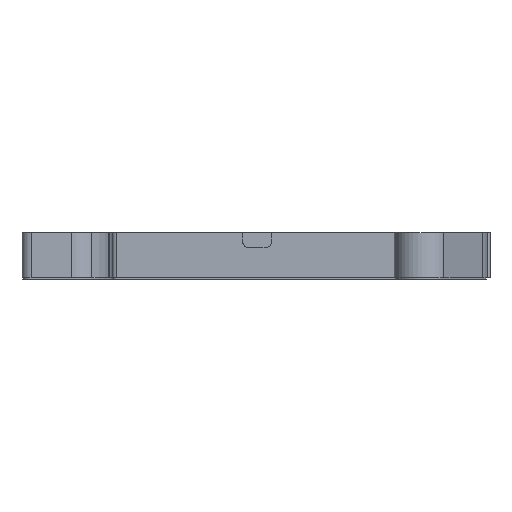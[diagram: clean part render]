
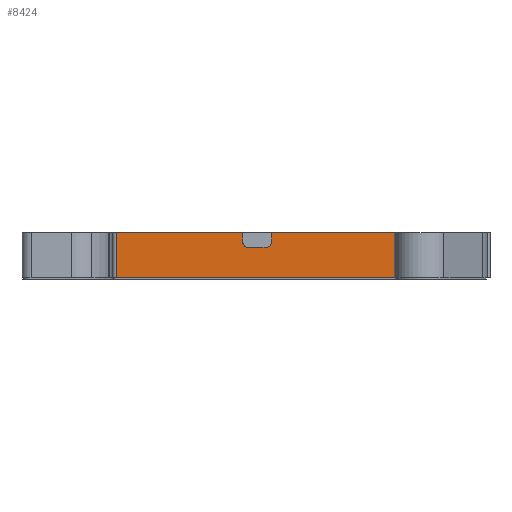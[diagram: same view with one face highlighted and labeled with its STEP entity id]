
A CAD part, front view. The second image highlights one B-rep face of the part: STEP entity #8424.
In plain terms, the highlighted planar face has unit normal (0, -1, 0).
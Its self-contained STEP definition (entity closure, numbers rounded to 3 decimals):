
#40 = VERTEX_POINT ( 'NONE', #12991 ) ;
#294 = CARTESIAN_POINT ( 'NONE',  ( -15.894, 0., 5.05 ) ) ;
#538 = ORIENTED_EDGE ( 'NONE', *, *, #3663, .F. ) ;
#651 = LINE ( 'NONE', #6603, #1416 ) ;
#695 = FACE_OUTER_BOUND ( 'NONE', #12637, .T. ) ;
#944 = CARTESIAN_POINT ( 'NONE',  ( -19.068, 0., 4.034 ) ) ;
#1002 = EDGE_CURVE ( 'NONE', #7218, #8813, #13025, .T. ) ;
#1402 = VERTEX_POINT ( 'NONE', #944 ) ;
#1416 = VECTOR ( 'NONE', #3009, 1000. ) ;
#2062 = ORIENTED_EDGE ( 'NONE', *, *, #10406, .F. ) ;
#2706 = EDGE_CURVE ( 'NONE', #2931, #8813, #13974, .T. ) ;
#2769 = LINE ( 'NONE', #14657, #9891 ) ;
#2931 = VERTEX_POINT ( 'NONE', #10217 ) ;
#3009 = DIRECTION ( 'NONE',  ( 0.026, 0., -1. ) ) ;
#3118 = EDGE_CURVE ( 'NONE', #40, #11053, #4975, .T. ) ;
#3390 = AXIS2_PLACEMENT_3D ( 'NONE', #11209, #5345, #12308 ) ;
#3541 = CARTESIAN_POINT ( 'NONE',  ( -16.521, 0., 4.05 ) ) ;
#3663 = EDGE_CURVE ( 'NONE', #11053, #13078, #8833, .T. ) ;
#3770 = DIRECTION ( 'NONE',  ( 0., 0., -1. ) ) ;
#3985 = VECTOR ( 'NONE', #11617, 1000. ) ;
#4715 = VECTOR ( 'NONE', #12801, 1000. ) ;
#4897 = LINE ( 'NONE', #9756, #8155 ) ;
#4975 = CIRCLE ( 'NONE', #9975, 0.6 ) ;
#5103 = CIRCLE ( 'NONE', #15319, 0.6 ) ;
#5210 = VECTOR ( 'NONE', #11560, 1000. ) ;
#5345 = DIRECTION ( 'NONE',  ( 0., 1., 0. ) ) ;
#5503 = EDGE_CURVE ( 'NONE', #7218, #14509, #2769, .T. ) ;
#5782 = VERTEX_POINT ( 'NONE', #8080 ) ;
#6316 = ORIENTED_EDGE ( 'NONE', *, *, #6417, .F. ) ;
#6417 = EDGE_CURVE ( 'NONE', #9293, #2931, #4897, .T. ) ;
#6556 = ORIENTED_EDGE ( 'NONE', *, *, #15077, .F. ) ;
#6603 = CARTESIAN_POINT ( 'NONE',  ( -19.094, 0., 5.05 ) ) ;
#7205 = VECTOR ( 'NONE', #13596, 1000. ) ;
#7218 = VERTEX_POINT ( 'NONE', #12177 ) ;
#7801 = LINE ( 'NONE', #9129, #9096 ) ;
#8034 = CARTESIAN_POINT ( 'NONE',  ( -32.78, 0., 0.15 ) ) ;
#8037 = CARTESIAN_POINT ( 'NONE',  ( -32.78, 0., 5.05 ) ) ;
#8078 = CARTESIAN_POINT ( 'NONE',  ( -2.076, 0., 5.05 ) ) ;
#8080 = CARTESIAN_POINT ( 'NONE',  ( -18.468, 0., 3.45 ) ) ;
#8155 = VECTOR ( 'NONE', #8818, 1000. ) ;
#8424 = ADVANCED_FACE ( 'NONE', ( #695 ), #12602, .F. ) ;
#8442 = ORIENTED_EDGE ( 'NONE', *, *, #2706, .F. ) ;
#8478 = CARTESIAN_POINT ( 'NONE',  ( -18.468, 0., 4.05 ) ) ;
#8729 = DIRECTION ( 'NONE',  ( 1., 0., 0. ) ) ;
#8813 = VERTEX_POINT ( 'NONE', #12581 ) ;
#8818 = DIRECTION ( 'NONE',  ( 0., 0., -1. ) ) ;
#8833 = LINE ( 'NONE', #11269, #7205 ) ;
#8942 = EDGE_CURVE ( 'NONE', #14509, #1402, #651, .T. ) ;
#9096 = VECTOR ( 'NONE', #10302, 1000. ) ;
#9129 = CARTESIAN_POINT ( 'NONE',  ( -18.468, 0., 3.45 ) ) ;
#9293 = VERTEX_POINT ( 'NONE', #8078 ) ;
#9349 = CARTESIAN_POINT ( 'NONE',  ( -32.78, 0., 5.05 ) ) ;
#9704 = CARTESIAN_POINT ( 'NONE',  ( -15.921, 0., 4.034 ) ) ;
#9756 = CARTESIAN_POINT ( 'NONE',  ( -2.076, 0., 5.05 ) ) ;
#9891 = VECTOR ( 'NONE', #8729, 1000. ) ;
#9975 = AXIS2_PLACEMENT_3D ( 'NONE', #3541, #11931, #13089 ) ;
#10125 = ORIENTED_EDGE ( 'NONE', *, *, #14871, .F. ) ;
#10217 = CARTESIAN_POINT ( 'NONE',  ( -2.076, 0., 0.15 ) ) ;
#10302 = DIRECTION ( 'NONE',  ( 1., 0., 0. ) ) ;
#10406 = EDGE_CURVE ( 'NONE', #13078, #9293, #10538, .T. ) ;
#10538 = LINE ( 'NONE', #8037, #5210 ) ;
#11053 = VERTEX_POINT ( 'NONE', #9704 ) ;
#11209 = CARTESIAN_POINT ( 'NONE',  ( -32.78, 0., 5.05 ) ) ;
#11269 = CARTESIAN_POINT ( 'NONE',  ( -15.921, 0., 4.034 ) ) ;
#11344 = ORIENTED_EDGE ( 'NONE', *, *, #8942, .F. ) ;
#11560 = DIRECTION ( 'NONE',  ( 1., 0., 0. ) ) ;
#11617 = DIRECTION ( 'NONE',  ( 0., 0., -1. ) ) ;
#11777 = ORIENTED_EDGE ( 'NONE', *, *, #5503, .F. ) ;
#11931 = DIRECTION ( 'NONE',  ( 0., -1., 0. ) ) ;
#12177 = CARTESIAN_POINT ( 'NONE',  ( -32.78, 0., 5.05 ) ) ;
#12308 = DIRECTION ( 'NONE',  ( 1., 0., 0. ) ) ;
#12581 = CARTESIAN_POINT ( 'NONE',  ( -32.78, 0., 0.15 ) ) ;
#12602 = PLANE ( 'NONE',  #3390 ) ;
#12637 = EDGE_LOOP ( 'NONE', ( #8442, #6316, #2062, #538, #13614, #10125, #6556, #11344, #11777, #13808 ) ) ;
#12744 = CARTESIAN_POINT ( 'NONE',  ( -19.094, 0., 5.05 ) ) ;
#12801 = DIRECTION ( 'NONE',  ( -1., 0., 0. ) ) ;
#12991 = CARTESIAN_POINT ( 'NONE',  ( -16.521, 0., 3.45 ) ) ;
#13025 = LINE ( 'NONE', #9349, #3985 ) ;
#13078 = VERTEX_POINT ( 'NONE', #294 ) ;
#13089 = DIRECTION ( 'NONE',  ( 0., 0., -1. ) ) ;
#13596 = DIRECTION ( 'NONE',  ( 0.026, 0., 1. ) ) ;
#13614 = ORIENTED_EDGE ( 'NONE', *, *, #3118, .F. ) ;
#13808 = ORIENTED_EDGE ( 'NONE', *, *, #1002, .T. ) ;
#13974 = LINE ( 'NONE', #8034, #4715 ) ;
#14497 = DIRECTION ( 'NONE',  ( 0., -1., 0. ) ) ;
#14509 = VERTEX_POINT ( 'NONE', #12744 ) ;
#14657 = CARTESIAN_POINT ( 'NONE',  ( -32.78, 0., 5.05 ) ) ;
#14871 = EDGE_CURVE ( 'NONE', #5782, #40, #7801, .T. ) ;
#15077 = EDGE_CURVE ( 'NONE', #1402, #5782, #5103, .T. ) ;
#15319 = AXIS2_PLACEMENT_3D ( 'NONE', #8478, #14497, #3770 ) ;
